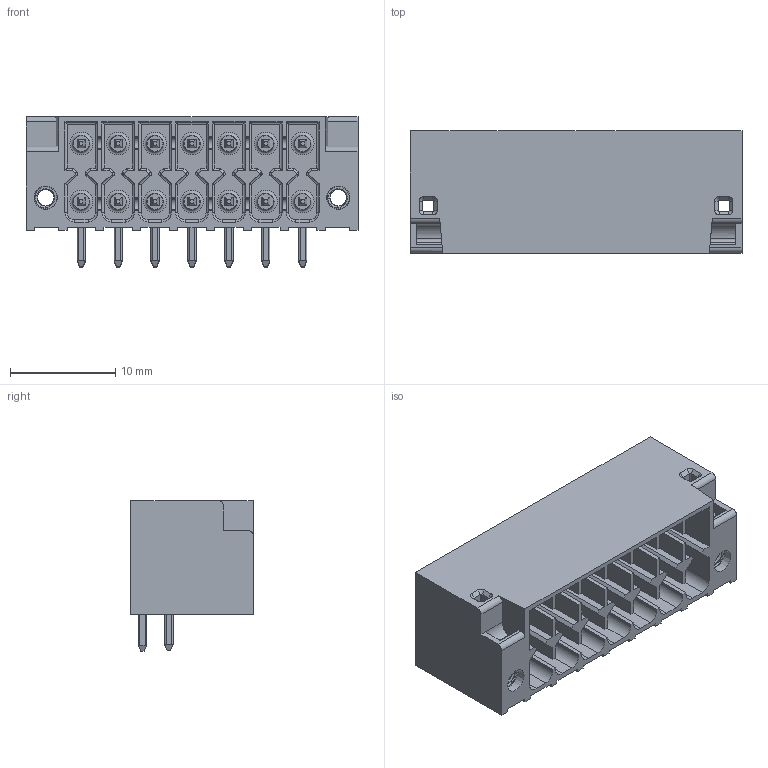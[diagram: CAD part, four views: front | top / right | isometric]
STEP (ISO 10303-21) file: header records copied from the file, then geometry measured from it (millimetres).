
FILE_DESCRIPTION(/* description */ ('Unknown'),/* implementation_level */ '2;1');
FILE_NAME(/* name */ '691378140014',/* time_stamp */ '2024-07-23T16:27:14+02:00',/* author */ ('Unknown'),/* organization */ ('Unknown'),/* preprocessor_version */ 'ST-DEVELOPER v19.4',/* originating_system */ 'Solid Edge',/* authorisation */ 'Unknown');
FILE_SCHEMA (('AUTOMOTIVE_DESIGN {1 0 10303 214 3 1 1}'));
Length unit declared in the file: millimetre
Products named in the file (6): 6913781400xx; 691378140014; 691378110014_Insert; 6913781100xx_Upper Contact; 6913781100xx_Lower Contact; 6913781400xx_Nut
Assembly tree (18 placements, depth 2):
  6913781400xx
    691378140014
    691378110014_Insert
    6913781100xx_Upper Contact  x7
    6913781100xx_Lower Contact  x7
    6913781400xx_Nut  x2
Bounding box: 31.5 x 11.6 x 14.3 mm (x, y, z)
Volume: 1708.9 mm3; surface area: 5371.9 mm2
Topology: 18 solids, 18 shells, 2038 faces, 5233 edges, 3228 vertices
Faces by surface type: plane 1392, cylinder 518, torus 98, cone 26, bspline 4
Entity records: 40230 total; most frequent: CARTESIAN_POINT 8152, ORIENTED_EDGE 6792, DIRECTION 6302, EDGE_CURVE 3396, LINE 2896, VECTOR 2896, VERTEX_POINT 2178, AXIS2_PLACEMENT_3D 1703
